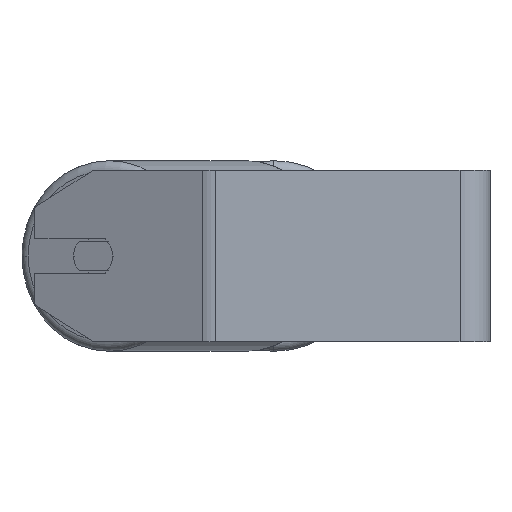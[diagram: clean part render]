
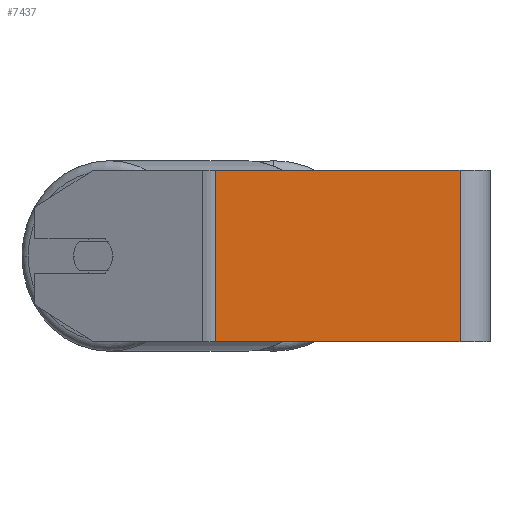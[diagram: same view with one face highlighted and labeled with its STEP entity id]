
A CAD part, left-side view. The second image highlights one B-rep face of the part: STEP entity #7437.
In plain terms, the highlighted planar face has unit normal (-1, 0, 0).
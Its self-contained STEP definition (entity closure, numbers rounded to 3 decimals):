
#424 = DIRECTION ( 'NONE',  ( 0., -1., 0. ) ) ;
#514 = CARTESIAN_POINT ( 'NONE',  ( -300., 131.243, -40. ) ) ;
#599 = CARTESIAN_POINT ( 'NONE',  ( -300., 128.14, 40. ) ) ;
#1086 = EDGE_LOOP ( 'NONE', ( #7939, #2981, #4109, #2853 ) ) ;
#1117 = DIRECTION ( 'NONE',  ( 0., 0., -1. ) ) ;
#1149 = LINE ( 'NONE', #514, #7321 ) ;
#1394 = VERTEX_POINT ( 'NONE', #4878 ) ;
#1890 = VECTOR ( 'NONE', #7660, 1000. ) ;
#1998 = DIRECTION ( 'NONE',  ( 0., 0., -1. ) ) ;
#2108 = CARTESIAN_POINT ( 'NONE',  ( -300., 14., -40. ) ) ;
#2356 = DIRECTION ( 'NONE',  ( 0., -1., 0. ) ) ;
#2853 = ORIENTED_EDGE ( 'NONE', *, *, #4633, .T. ) ;
#2981 = ORIENTED_EDGE ( 'NONE', *, *, #6395, .F. ) ;
#3905 = FACE_OUTER_BOUND ( 'NONE', #1086, .T. ) ;
#4035 = PLANE ( 'NONE',  #6066 ) ;
#4109 = ORIENTED_EDGE ( 'NONE', *, *, #8395, .F. ) ;
#4268 = EDGE_CURVE ( 'NONE', #1394, #6298, #1149, .T. ) ;
#4544 = CARTESIAN_POINT ( 'NONE',  ( -300., 131.243, 40. ) ) ;
#4570 = VECTOR ( 'NONE', #424, 1000. ) ;
#4633 = EDGE_CURVE ( 'NONE', #5056, #1394, #8136, .T. ) ;
#4840 = VERTEX_POINT ( 'NONE', #5754 ) ;
#4878 = CARTESIAN_POINT ( 'NONE',  ( -300., 128.14, -40. ) ) ;
#4985 = CARTESIAN_POINT ( 'NONE',  ( -300., 128.14, 40. ) ) ;
#5056 = VERTEX_POINT ( 'NONE', #599 ) ;
#5754 = CARTESIAN_POINT ( 'NONE',  ( -300., 14., 40. ) ) ;
#6066 = AXIS2_PLACEMENT_3D ( 'NONE', #4544, #6515, #1998 ) ;
#6298 = VERTEX_POINT ( 'NONE', #2108 ) ;
#6395 = EDGE_CURVE ( 'NONE', #4840, #6298, #7604, .T. ) ;
#6515 = DIRECTION ( 'NONE',  ( 1., 0., 0. ) ) ;
#6946 = CARTESIAN_POINT ( 'NONE',  ( -300., 131.243, 40. ) ) ;
#7321 = VECTOR ( 'NONE', #2356, 1000. ) ;
#7437 = ADVANCED_FACE ( 'NONE', ( #3905 ), #4035, .F. ) ;
#7604 = LINE ( 'NONE', #7644, #8290 ) ;
#7644 = CARTESIAN_POINT ( 'NONE',  ( -300., 14., 40. ) ) ;
#7660 = DIRECTION ( 'NONE',  ( 0., 0., -1. ) ) ;
#7706 = LINE ( 'NONE', #6946, #4570 ) ;
#7939 = ORIENTED_EDGE ( 'NONE', *, *, #4268, .T. ) ;
#8136 = LINE ( 'NONE', #4985, #1890 ) ;
#8290 = VECTOR ( 'NONE', #1117, 1000. ) ;
#8395 = EDGE_CURVE ( 'NONE', #5056, #4840, #7706, .T. ) ;
